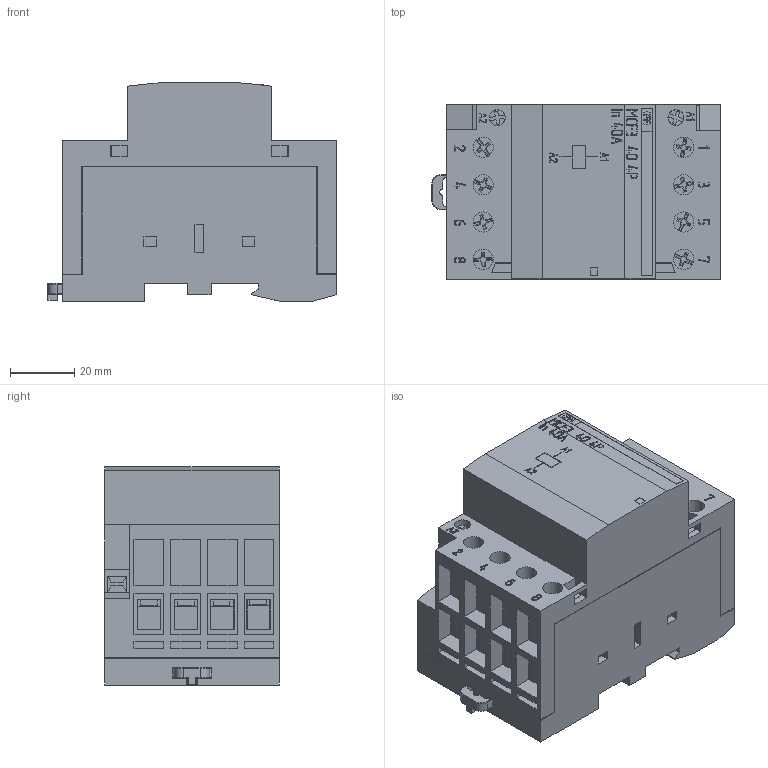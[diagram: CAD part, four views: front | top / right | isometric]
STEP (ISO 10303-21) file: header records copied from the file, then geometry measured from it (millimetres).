
FILE_DESCRIPTION(('STEP AP242'), '1');
FILE_NAME('Ñáîðêà MCF3 40 4Ð', '', ('UNSPECIFIED'), ('UNSPECIFIED'), 'C3D Converter', 'C3D Toolkit', '');
FILE_SCHEMA(('AP242_MANAGED_MODEL_BASED_3D_ENGINEERING_MIM_LF { 1 0 10303 442 1 1 4 }'));
Length unit declared in the file: millimetre
Assembly tree (23 placements, depth 2):
  (unnamed)
    (unnamed)
    (unnamed)
    (unnamed)
    (unnamed)
    (unnamed)  x2
    (unnamed)  x4
    (unnamed)
    (unnamed)  x8
    (unnamed)  x2
    (unnamed)
    (unnamed)
Bounding box: 90.01 x 54.32 x 68 mm (x, y, z)
Volume: 240823.2 mm3; surface area: 44717.3 mm2
Topology: 32 solids, 33 shells, 2107 faces, 5614 edges, 3651 vertices
Faces by surface type: plane 1364, extrusion 496, cylinder 167, torus 25, sphere 23, bspline 18, cone 14
Full cylindrical faces by diameter (mm): 2.9 x2, 3.5 x8, 3.6 x8, 4 x8, 5 x2, 5.36 x2, 6.3 x8, 7 x8
Entity records: 62214 total; most frequent: CARTESIAN_POINT 15650, ORIENTED_EDGE 9547, DIRECTION 7086, EDGE_CURVE 4775, VECTOR 3854, LINE 3358, VERTEX_POINT 3143, EDGE_LOOP 1971
